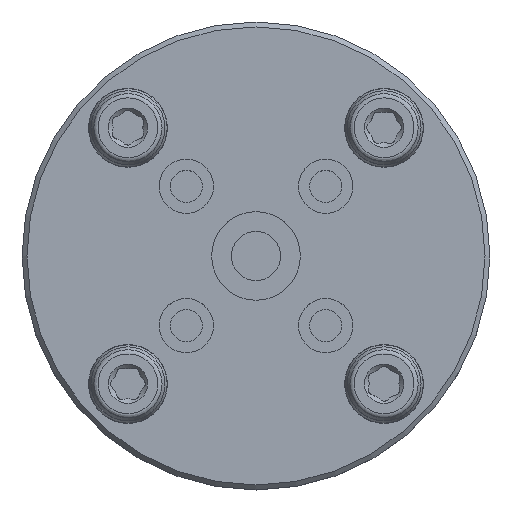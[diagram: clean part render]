
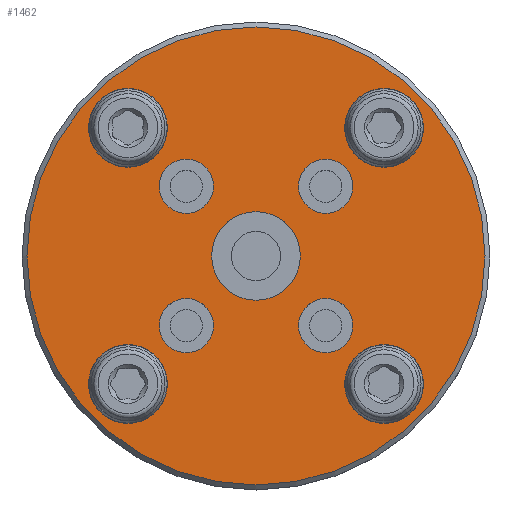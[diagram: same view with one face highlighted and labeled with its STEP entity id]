
A CAD part, top view. The second image highlights one B-rep face of the part: STEP entity #1462.
In plain terms, the highlighted face is planar.
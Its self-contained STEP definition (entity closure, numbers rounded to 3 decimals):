
#1462=ADVANCED_FACE('',(#2097,#2098,#2099,#2100,#2101,#2102,#2103,#2104,
#2105,#2106),#1711,.T.);
#1711=PLANE('',#6142);
#2097=FACE_BOUND('',#2613,.T.);
#2098=FACE_BOUND('',#2614,.T.);
#2099=FACE_BOUND('',#2615,.T.);
#2100=FACE_BOUND('',#2616,.T.);
#2101=FACE_BOUND('',#2617,.T.);
#2102=FACE_BOUND('',#2618,.T.);
#2103=FACE_BOUND('',#2619,.T.);
#2104=FACE_BOUND('',#2620,.T.);
#2105=FACE_BOUND('',#2621,.T.);
#2106=FACE_BOUND('',#2622,.T.);
#2613=EDGE_LOOP('',(#3615));
#2614=EDGE_LOOP('',(#3616));
#2615=EDGE_LOOP('',(#3617));
#2616=EDGE_LOOP('',(#3618));
#2617=EDGE_LOOP('',(#3619));
#2618=EDGE_LOOP('',(#3620));
#2619=EDGE_LOOP('',(#3621));
#2620=EDGE_LOOP('',(#3622));
#2621=EDGE_LOOP('',(#3623));
#2622=EDGE_LOOP('',(#3624));
#3615=ORIENTED_EDGE('',*,*,#5156,.T.);
#3616=ORIENTED_EDGE('',*,*,#5153,.T.);
#3617=ORIENTED_EDGE('',*,*,#5149,.T.);
#3618=ORIENTED_EDGE('',*,*,#5145,.T.);
#3619=ORIENTED_EDGE('',*,*,#5141,.T.);
#3620=ORIENTED_EDGE('',*,*,#5158,.T.);
#3621=ORIENTED_EDGE('',*,*,#5137,.T.);
#3622=ORIENTED_EDGE('',*,*,#5135,.T.);
#3623=ORIENTED_EDGE('',*,*,#5132,.T.);
#3624=ORIENTED_EDGE('',*,*,#5129,.T.);
#4528=VERTEX_POINT('',#9256);
#4531=VERTEX_POINT('',#9265);
#4534=VERTEX_POINT('',#9274);
#4536=VERTEX_POINT('',#9281);
#4540=VERTEX_POINT('',#9291);
#4544=VERTEX_POINT('',#9302);
#4548=VERTEX_POINT('',#9313);
#4552=VERTEX_POINT('',#9324);
#4555=VERTEX_POINT('',#9333);
#4557=VERTEX_POINT('',#9340);
#5129=EDGE_CURVE('',#4528,#4528,#5614,.T.);
#5132=EDGE_CURVE('',#4531,#4531,#5617,.T.);
#5135=EDGE_CURVE('',#4534,#4534,#5620,.T.);
#5137=EDGE_CURVE('',#4536,#4536,#5622,.T.);
#5141=EDGE_CURVE('',#4540,#4540,#5626,.T.);
#5145=EDGE_CURVE('',#4544,#4544,#5630,.T.);
#5149=EDGE_CURVE('',#4548,#4548,#5634,.T.);
#5153=EDGE_CURVE('',#4552,#4552,#5638,.T.);
#5156=EDGE_CURVE('',#4555,#4555,#5641,.T.);
#5158=EDGE_CURVE('',#4557,#4557,#5643,.T.);
#5614=CIRCLE('',#6086,9.);
#5617=CIRCLE('',#6092,5.5);
#5620=CIRCLE('',#6098,5.5);
#5622=CIRCLE('',#6103,46.5);
#5626=CIRCLE('',#6109,6.);
#5630=CIRCLE('',#6116,6.);
#5634=CIRCLE('',#6123,6.);
#5638=CIRCLE('',#6130,5.5);
#5641=CIRCLE('',#6136,5.5);
#5643=CIRCLE('',#6141,6.);
#6086=AXIS2_PLACEMENT_3D('',#9255,#7214,#7215);
#6092=AXIS2_PLACEMENT_3D('',#9264,#7226,#7227);
#6098=AXIS2_PLACEMENT_3D('',#9273,#7238,#7239);
#6103=AXIS2_PLACEMENT_3D('',#9280,#7248,#7249);
#6109=AXIS2_PLACEMENT_3D('',#9290,#7260,#7261);
#6116=AXIS2_PLACEMENT_3D('',#9301,#7274,#7275);
#6123=AXIS2_PLACEMENT_3D('',#9312,#7288,#7289);
#6130=AXIS2_PLACEMENT_3D('',#9323,#7302,#7303);
#6136=AXIS2_PLACEMENT_3D('',#9332,#7314,#7315);
#6141=AXIS2_PLACEMENT_3D('',#9339,#7324,#7325);
#6142=AXIS2_PLACEMENT_3D('',#9341,#7326,#7327);
#7214=DIRECTION('',(0.,0.,1.));
#7215=DIRECTION('',(-1.,0.,0.));
#7226=DIRECTION('',(0.,0.,1.));
#7227=DIRECTION('',(-1.,0.,0.));
#7238=DIRECTION('',(0.,0.,1.));
#7239=DIRECTION('',(1.,0.,0.));
#7248=DIRECTION('',(0.,0.,-1.));
#7249=DIRECTION('',(0.,1.,0.));
#7260=DIRECTION('',(0.,0.,1.));
#7261=DIRECTION('',(-1.,0.,0.));
#7274=DIRECTION('',(0.,0.,1.));
#7275=DIRECTION('',(-1.,0.,0.));
#7288=DIRECTION('',(0.,0.,1.));
#7289=DIRECTION('',(-1.,0.,0.));
#7302=DIRECTION('',(0.,0.,1.));
#7303=DIRECTION('',(0.,1.,0.));
#7314=DIRECTION('',(0.,0.,1.));
#7315=DIRECTION('',(0.,-1.,0.));
#7324=DIRECTION('',(0.,0.,1.));
#7325=DIRECTION('',(-1.,0.,0.));
#7326=DIRECTION('',(0.,0.,-1.));
#7327=DIRECTION('',(1.,0.,0.));
#9255=CARTESIAN_POINT('',(800.,-1599.,99.5));
#9256=CARTESIAN_POINT('',(791.,-1599.,99.5));
#9264=CARTESIAN_POINT('',(785.858,-1584.858,99.5));
#9265=CARTESIAN_POINT('',(780.358,-1584.858,99.5));
#9273=CARTESIAN_POINT('',(814.142,-1613.142,99.5));
#9274=CARTESIAN_POINT('',(819.642,-1613.142,99.5));
#9280=CARTESIAN_POINT('',(800.,-1599.,99.5));
#9281=CARTESIAN_POINT('',(800.,-1552.5,99.5));
#9290=CARTESIAN_POINT('',(774.,-1625.,99.5));
#9291=CARTESIAN_POINT('',(768.,-1625.,99.5));
#9301=CARTESIAN_POINT('',(826.,-1573.,99.5));
#9302=CARTESIAN_POINT('',(820.,-1573.,99.5));
#9312=CARTESIAN_POINT('',(826.,-1625.,99.5));
#9313=CARTESIAN_POINT('',(820.,-1625.,99.5));
#9323=CARTESIAN_POINT('',(814.142,-1584.858,99.5));
#9324=CARTESIAN_POINT('',(814.142,-1579.358,99.5));
#9332=CARTESIAN_POINT('',(785.858,-1613.142,99.5));
#9333=CARTESIAN_POINT('',(785.858,-1618.642,99.5));
#9339=CARTESIAN_POINT('',(774.,-1573.,99.5));
#9340=CARTESIAN_POINT('',(768.,-1573.,99.5));
#9341=CARTESIAN_POINT('',(800.,-1599.,99.5));
